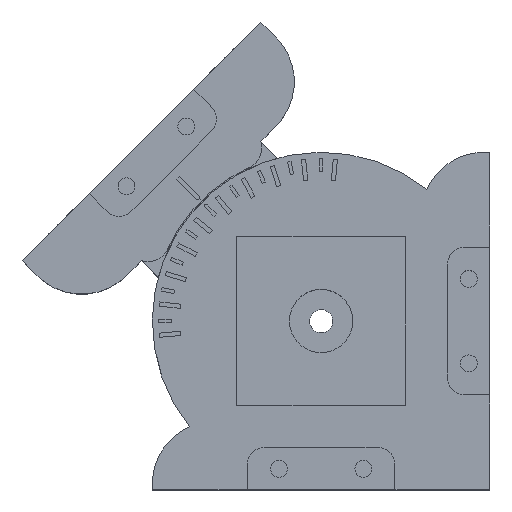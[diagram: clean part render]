
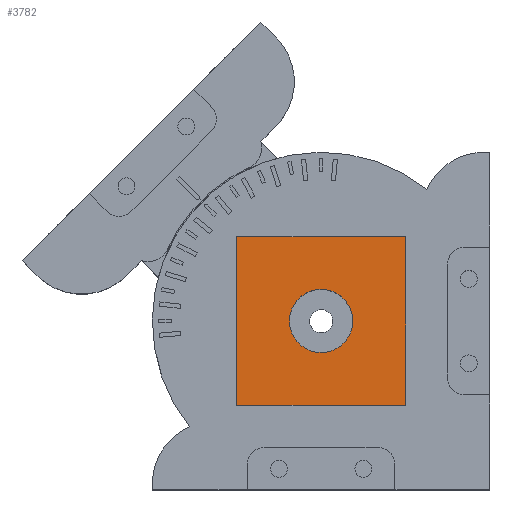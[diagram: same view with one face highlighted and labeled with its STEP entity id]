
A CAD part, top view. The second image highlights one B-rep face of the part: STEP entity #3782.
In plain terms, the highlighted planar face has unit normal (0, 0, 1).
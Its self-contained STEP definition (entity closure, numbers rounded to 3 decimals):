
#57=FACE_BOUND('',#632,.T.);
#109=CIRCLE('',#4039,7.5);
#379=FACE_OUTER_BOUND('',#631,.T.);
#631=EDGE_LOOP('',(#3093,#3094,#3095,#3096));
#632=EDGE_LOOP('',(#3097));
#1022=LINE('',#5985,#1433);
#1025=LINE('',#5990,#1436);
#1040=LINE('',#6030,#1451);
#1045=LINE('',#6038,#1456);
#1433=VECTOR('',#4835,10.);
#1436=VECTOR('',#4840,10.);
#1451=VECTOR('',#4885,10.);
#1456=VECTOR('',#4896,10.);
#1767=VERTEX_POINT('',#5942);
#1779=VERTEX_POINT('',#5982);
#1780=VERTEX_POINT('',#5984);
#1781=VERTEX_POINT('',#5988);
#1791=VERTEX_POINT('',#6029);
#2198=EDGE_CURVE('',#1767,#1767,#109,.T.);
#2219=EDGE_CURVE('',#1780,#1779,#1022,.T.);
#2222=EDGE_CURVE('',#1779,#1781,#1025,.T.);
#2242=EDGE_CURVE('',#1791,#1780,#1040,.T.);
#2247=EDGE_CURVE('',#1781,#1791,#1045,.T.);
#3093=ORIENTED_EDGE('',*,*,#2247,.T.);
#3094=ORIENTED_EDGE('',*,*,#2242,.T.);
#3095=ORIENTED_EDGE('',*,*,#2219,.T.);
#3096=ORIENTED_EDGE('',*,*,#2222,.T.);
#3097=ORIENTED_EDGE('',*,*,#2198,.T.);
#3589=PLANE('',#4077);
#3782=ADVANCED_FACE('',(#379,#57),#3589,.T.);
#4039=AXIS2_PLACEMENT_3D('',#5943,#4790,#4791);
#4077=AXIS2_PLACEMENT_3D('',#6043,#4904,#4905);
#4790=DIRECTION('center_axis',(0.,0.,-1.));
#4791=DIRECTION('ref_axis',(1.,0.,0.));
#4835=DIRECTION('',(-1.,0.,0.));
#4840=DIRECTION('',(0.,-1.,0.));
#4885=DIRECTION('',(0.,1.,0.));
#4896=DIRECTION('',(1.,0.,0.));
#4904=DIRECTION('center_axis',(0.,0.,1.));
#4905=DIRECTION('ref_axis',(1.,0.,0.));
#5942=CARTESIAN_POINT('',(-7.5,0.,30.));
#5943=CARTESIAN_POINT('Origin',(0.,0.,30.));
#5982=CARTESIAN_POINT('',(-20.,20.,30.));
#5984=CARTESIAN_POINT('',(20.,20.,30.));
#5985=CARTESIAN_POINT('',(20.,20.,30.));
#5988=CARTESIAN_POINT('',(-20.,-20.,30.));
#5990=CARTESIAN_POINT('',(-20.,20.,30.));
#6029=CARTESIAN_POINT('',(20.,-20.,30.));
#6030=CARTESIAN_POINT('',(20.,-20.,30.));
#6038=CARTESIAN_POINT('',(-20.,-20.,30.));
#6043=CARTESIAN_POINT('Origin',(0.,0.,30.));
